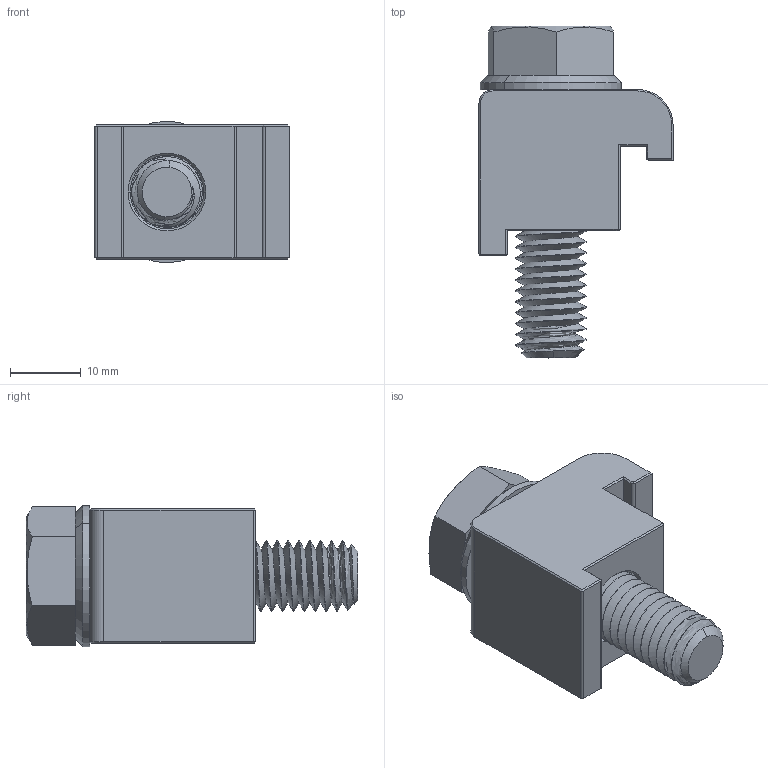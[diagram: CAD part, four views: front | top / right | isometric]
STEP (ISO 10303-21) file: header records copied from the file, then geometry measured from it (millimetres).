
FILE_DESCRIPTION (( 'STEP AP214' ), '1' );
FILE_NAME ('Hositrad_ISO160-CA-Single.STEP', '2013-09-03T15:07:35', ( '' ), ( '' ), 'SwSTEP 2.0', 'SolidWorks 2013', '' );
FILE_SCHEMA (( 'AUTOMOTIVE_DESIGN' ));
Length unit declared in the file: millimetre
Products named in the file (4): Washer ISO 7090_Washer ISO 7090 - 10; Hositrad_ISO160-CA-Single; M10x40; ISO-160--Clamp-CA
Assembly tree (3 placements, depth 2):
  Hositrad_ISO160-CA-Single
    ISO-160--Clamp-CA
    Washer ISO 7090_Washer ISO 7090 - 10
    M10x40
Bounding box: 27.5 x 47 x 19.99 mm (x, y, z)
Volume: 11979 mm3; surface area: 6843.7 mm2
Topology: 3 solids, 3 shells, 125 faces, 316 edges, 198 vertices
Faces by surface type: cylinder 56, plane 44, cone 23, bspline 2
Entity records: 5838 total; most frequent: CARTESIAN_POINT 2943, ORIENTED_EDGE 632, DIRECTION 524, EDGE_CURVE 316, VERTEX_POINT 198, AXIS2_PLACEMENT_3D 180, VECTOR 164, LINE 164
